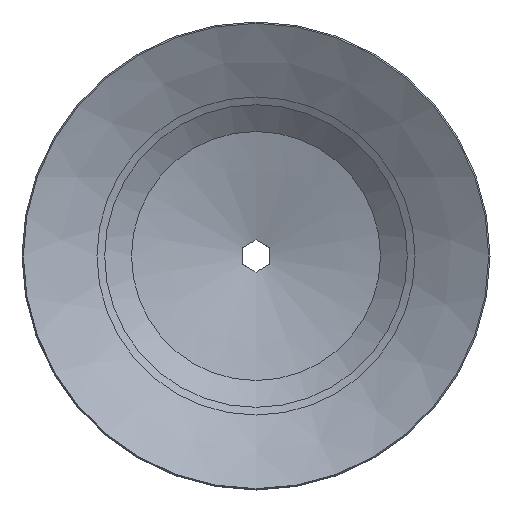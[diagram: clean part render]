
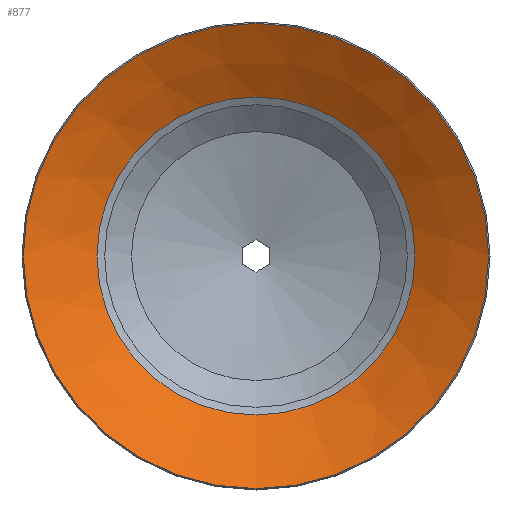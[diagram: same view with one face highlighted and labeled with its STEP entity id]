
A CAD part, front view. The second image highlights one B-rep face of the part: STEP entity #877.
In plain terms, the highlighted conical face has half-angle 60 degrees and reference radius 25 mm.
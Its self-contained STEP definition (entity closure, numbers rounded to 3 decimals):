
#40=CONICAL_SURFACE('',#960,25.,1.047);
#141=ORIENTED_EDGE('',*,*,#224,.F.);
#142=ORIENTED_EDGE('',*,*,#223,.T.);
#223=EDGE_CURVE('',#280,#280,#325,.T.);
#224=EDGE_CURVE('',#281,#281,#326,.T.);
#280=VERTEX_POINT('',#1273);
#281=VERTEX_POINT('',#1276);
#325=CIRCLE('',#959,25.);
#326=CIRCLE('',#961,17.088);
#397=EDGE_LOOP('',(#141));
#398=EDGE_LOOP('',(#142));
#483=FACE_BOUND('',#397,.T.);
#484=FACE_BOUND('',#398,.T.);
#877=ADVANCED_FACE('',(#483,#484),#40,.F.);
#959=AXIS2_PLACEMENT_3D('',#1272,#1115,#1116);
#960=AXIS2_PLACEMENT_3D('',#1274,#1117,#1118);
#961=AXIS2_PLACEMENT_3D('',#1275,#1119,#1120);
#1115=DIRECTION('',(0.,-1.,0.));
#1116=DIRECTION('',(0.,0.,-1.));
#1117=DIRECTION('',(0.,-1.,0.));
#1118=DIRECTION('',(0.,0.,-1.));
#1119=DIRECTION('',(0.,-1.,0.));
#1120=DIRECTION('',(0.,0.,-1.));
#1272=CARTESIAN_POINT('',(0.,0.,0.));
#1273=CARTESIAN_POINT('',(0.,0.,-25.));
#1274=CARTESIAN_POINT('',(0.,0.,0.));
#1275=CARTESIAN_POINT('',(0.,4.568,0.));
#1276=CARTESIAN_POINT('',(0.,4.568,-17.088));
